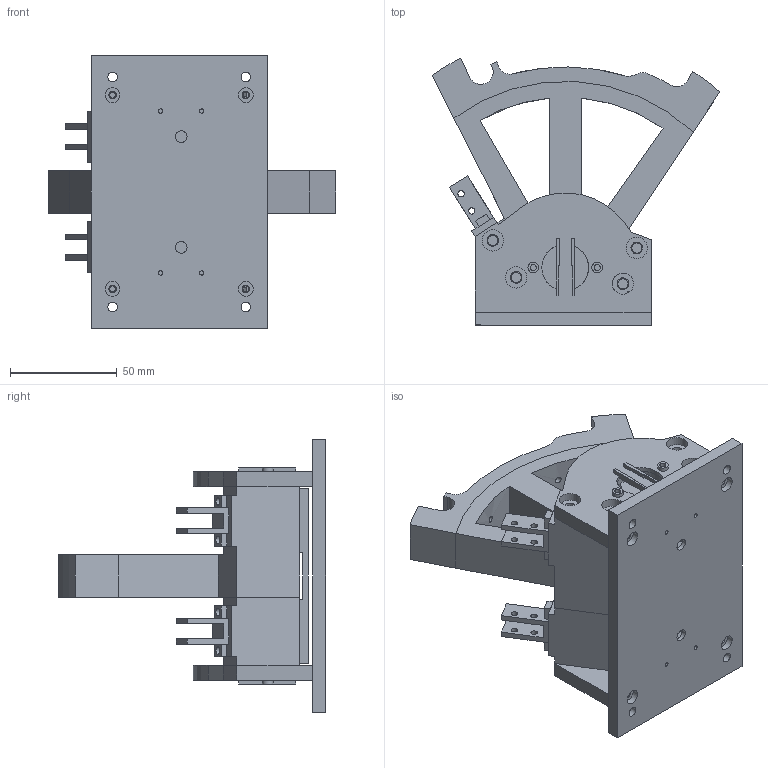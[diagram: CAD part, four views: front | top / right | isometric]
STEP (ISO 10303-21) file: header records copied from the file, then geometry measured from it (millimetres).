
FILE_DESCRIPTION(/* description */ (''),/* implementation_level */ '2;1');
FILE_NAME(/* name */ 'Detent track v68.step',/* time_stamp */ '2021-01-20T12:07:27-05:00',/* author */ (''),/* organization */ (''),/* preprocessor_version */ 'ST-DEVELOPER v18.1',/* originating_system */ 'Autodesk Translation Framework v9.7.1.1290',/* authorisation */ '');
FILE_SCHEMA (('AUTOMOTIVE_DESIGN { 1 0 10303 214 3 1 1 }'));
Length unit declared in the file: millimetre
Products named in the file (1): Detent track
Bounding box: 135.07 x 125.58 x 128 mm (x, y, z)
Volume: 296989.1 mm3; surface area: 107916.6 mm2
Topology: 10 solids, 10 shells, 330 faces, 803 edges, 535 vertices
Faces by surface type: plane 216, cylinder 112, bspline 2
Full cylindrical faces by diameter (mm): 2 x4, 2.7 x4, 2.8 x12, 3 x10, 3.5 x8, 4 x2, 4.5 x4, 4.8 x8, 5 x4, 5.5 x14, 6.5 x2, 7 x4, 10 x8, 22 x4, 24.5 x4
Entity records: 10223 total; most frequent: CARTESIAN_POINT 1999, DIRECTION 1678, ORIENTED_EDGE 1606, EDGE_CURVE 803, AXIS2_PLACEMENT_3D 561, LINE 556, VECTOR 556, VERTEX_POINT 535
